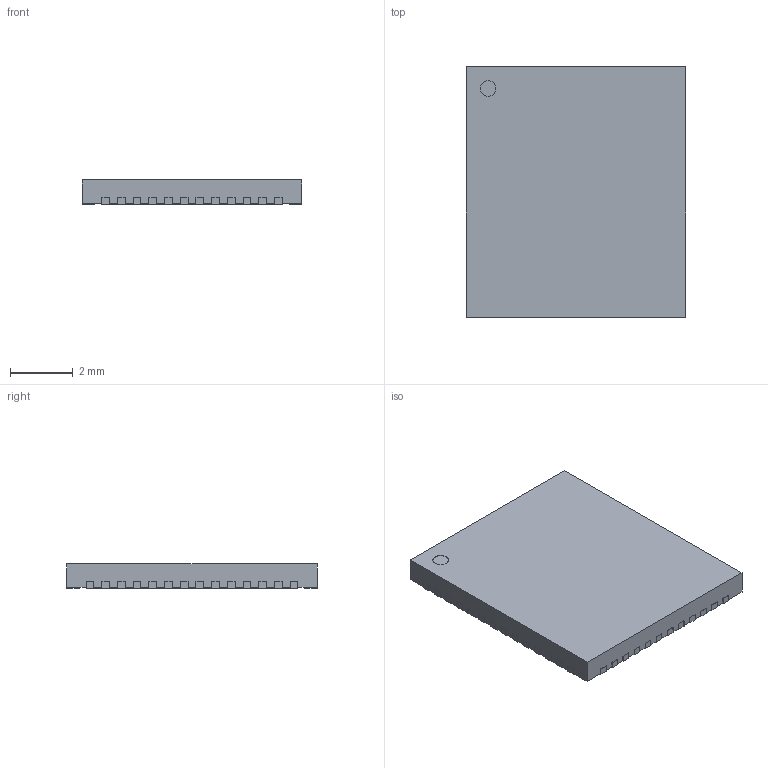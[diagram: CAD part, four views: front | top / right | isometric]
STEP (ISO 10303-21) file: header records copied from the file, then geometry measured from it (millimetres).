
FILE_DESCRIPTION(/* description */ ('model of QFN-52-1EP_7x8mm_Pitch0.5mm'),/* implementation_level */ '2;1');
FILE_NAME(/* name */ 'QFN-52-1EP_7x8mm_Pitch0.5mm.step',/* time_stamp */ '2017-03-23T11:15:13',/* author */ ('kicad StepUp','ksu'),/* organization */ ('FreeCAD'),/* preprocessor_version */ 'OCC',/* originating_system */ 'kicad StepUp',/* authorisation */ '');
FILE_SCHEMA(('AUTOMOTIVE_DESIGN_CC2 { 1 2 10303 214 -1 1 5 4 }'));
Length unit declared in the file: millimetre
Products named in the file (1): QFN-52-1EP_7x8mm_Pitch0.5mm
Bounding box: 7 x 8 x 0.77 mm (x, y, z)
Volume: 42.6 mm3; surface area: 136 mm2
Topology: 1 solids, 1 shells, 326 faces, 966 edges, 644 vertices
Faces by surface type: plane 273, cylinder 53
Full cylindrical faces by diameter (mm): 0.5 x1
Entity records: 7563 total; most frequent: ORIENTED_EDGE 1822, CARTESIAN_POINT 1065, EDGE_CURVE 966, LINE 808, VERTEX_POINT 644, AXIS2_PLACEMENT_3D 432, FACE_BOUND 328, EDGE_LOOP 328
